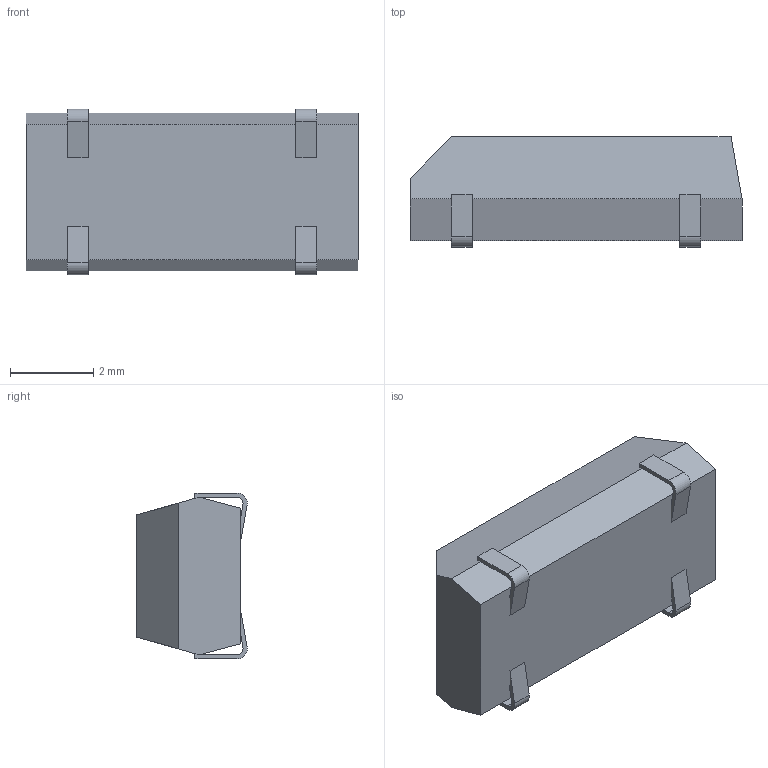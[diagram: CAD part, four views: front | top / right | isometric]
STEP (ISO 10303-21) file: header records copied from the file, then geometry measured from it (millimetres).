
FILE_DESCRIPTION (( 'STEP AP214' ), '1' );
FILE_NAME ('ABRACON_ABS25-32.768KHZ-6-T.STEP', '2015-04-12T22:44:45', ( '' ), ( '' ), '', '', '' );
FILE_SCHEMA (( '' ));
Length unit declared in the file: millimetre
Products named in the file (1): ABRACON_ABS25-32.768KHZ-6-T
Bounding box: 8 x 2.66 x 4 mm (x, y, z)
Volume: 67.8 mm3; surface area: 135.7 mm2
Topology: 2 solids, 2 shells, 126 faces, 337 edges, 224 vertices
Faces by surface type: plane 86, bspline 30, cylinder 10
Entity records: 6368 total; most frequent: CARTESIAN_POINT 2566, ORIENTED_EDGE 674, DIRECTION 491, EDGE_CURVE 337, VECTOR 257, LINE 257, VERTEX_POINT 224, EDGE_LOOP 135
